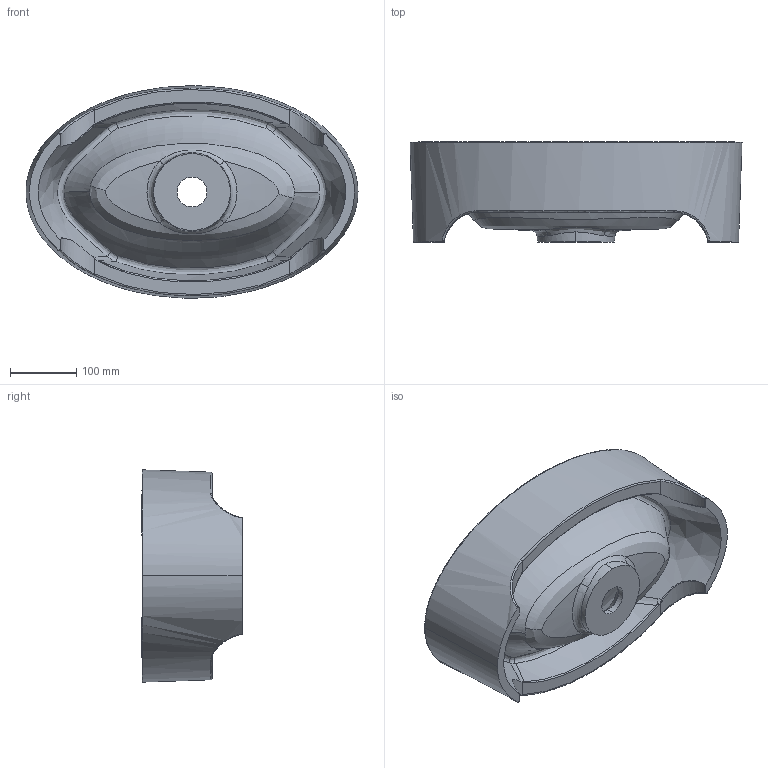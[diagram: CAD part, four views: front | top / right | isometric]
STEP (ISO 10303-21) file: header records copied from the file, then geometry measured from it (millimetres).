
FILE_DESCRIPTION (( 'STEP AP214' ), '1' );
FILE_NAME ('Evora.STEP', '2019-02-12T10:17:30', ( '' ), ( '' ), 'SwSTEP 2.0', 'SolidWorks 2018', '' );
FILE_SCHEMA (( 'AUTOMOTIVE_DESIGN' ));
Length unit declared in the file: millimetre
Products named in the file (2): Evora
Bounding box: 499.82 x 150.67 x 319.54 mm (x, y, z)
Volume: 5332159.2 mm3; surface area: 536743.8 mm2
Topology: 1 solids, 1 shells, 91 faces, 228 edges, 138 vertices
Faces by surface type: bspline 63, plane 14, cylinder 6, torus 4, cone 4
Entity records: 23900 total; most frequent: CARTESIAN_POINT 22205, ORIENTED_EDGE 452, EDGE_CURVE 226, DIRECTION 186, B_SPLINE_CURVE_WITH_KNOTS 150, VERTEX_POINT 138, EDGE_LOOP 94, ADVANCED_FACE 91
